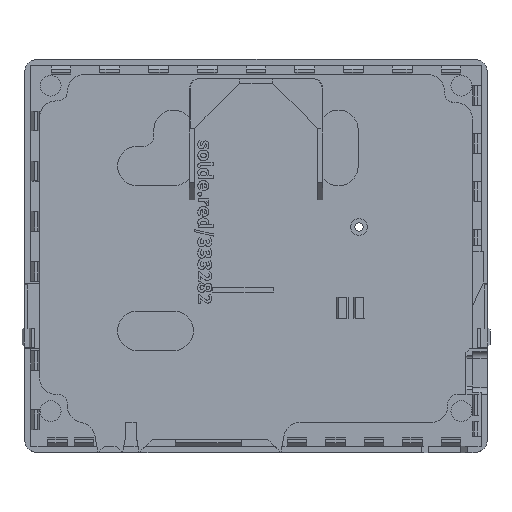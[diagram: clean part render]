
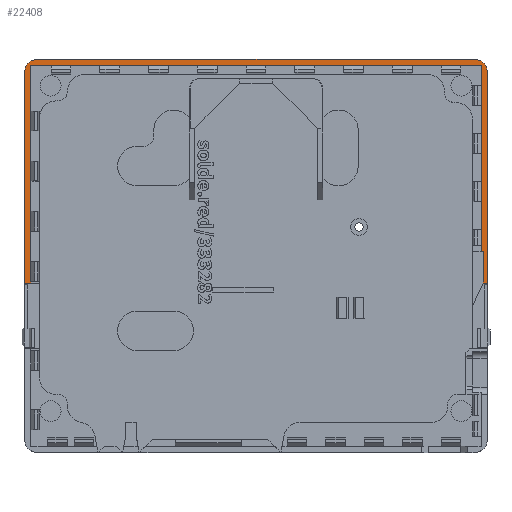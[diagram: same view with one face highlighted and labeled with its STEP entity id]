
A CAD part, top view. The second image highlights one B-rep face of the part: STEP entity #22408.
In plain terms, the highlighted planar face has unit normal (0, 0, 1).
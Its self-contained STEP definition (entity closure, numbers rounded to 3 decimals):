
#1414=CIRCLE('',#23678,4.);
#1415=CIRCLE('',#23679,4.);
#1572=FACE_OUTER_BOUND('',#2826,.T.);
#2826=EDGE_LOOP('',(#15176,#15177,#15178,#15179,#15180,#15181,#15182,#15183,
#15184,#15185,#15186,#15187,#15188,#15189));
#4404=LINE('',#29623,#6893);
#4407=LINE('',#29628,#6896);
#4409=LINE('',#29632,#6898);
#4411=LINE('',#29636,#6900);
#4412=LINE('',#29638,#6901);
#4413=LINE('',#29640,#6902);
#4414=LINE('',#29642,#6903);
#4415=LINE('',#29644,#6904);
#4416=LINE('',#29648,#6905);
#4417=LINE('',#29652,#6906);
#4418=LINE('',#29654,#6907);
#4419=LINE('',#29655,#6908);
#6893=VECTOR('',#25057,10.);
#6896=VECTOR('',#25062,10.);
#6898=VECTOR('',#25066,10.);
#6900=VECTOR('',#25070,10.);
#6901=VECTOR('',#25071,10.);
#6902=VECTOR('',#25072,10.);
#6903=VECTOR('',#25073,10.);
#6904=VECTOR('',#25074,10.);
#6905=VECTOR('',#25077,10.);
#6906=VECTOR('',#25080,10.);
#6907=VECTOR('',#25081,10.);
#6908=VECTOR('',#25082,10.);
#9333=VERTEX_POINT('',#29621);
#9334=VERTEX_POINT('',#29622);
#9335=VERTEX_POINT('',#29627);
#9336=VERTEX_POINT('',#29631);
#9337=VERTEX_POINT('',#29635);
#9338=VERTEX_POINT('',#29637);
#9339=VERTEX_POINT('',#29639);
#9340=VERTEX_POINT('',#29641);
#9341=VERTEX_POINT('',#29643);
#9342=VERTEX_POINT('',#29645);
#9343=VERTEX_POINT('',#29647);
#9344=VERTEX_POINT('',#29649);
#9345=VERTEX_POINT('',#29651);
#9346=VERTEX_POINT('',#29653);
#11676=EDGE_CURVE('',#9333,#9334,#4404,.T.);
#11679=EDGE_CURVE('',#9335,#9333,#4407,.T.);
#11681=EDGE_CURVE('',#9336,#9335,#4409,.T.);
#11683=EDGE_CURVE('',#9334,#9337,#4411,.T.);
#11684=EDGE_CURVE('',#9337,#9338,#4412,.T.);
#11685=EDGE_CURVE('',#9338,#9339,#4413,.T.);
#11686=EDGE_CURVE('',#9339,#9340,#4414,.T.);
#11687=EDGE_CURVE('',#9340,#9341,#4415,.T.);
#11688=EDGE_CURVE('',#9342,#9341,#1414,.T.);
#11689=EDGE_CURVE('',#9342,#9343,#4416,.T.);
#11690=EDGE_CURVE('',#9344,#9343,#1415,.T.);
#11691=EDGE_CURVE('',#9344,#9345,#4417,.T.);
#11692=EDGE_CURVE('',#9345,#9346,#4418,.T.);
#11693=EDGE_CURVE('',#9346,#9336,#4419,.T.);
#15176=ORIENTED_EDGE('',*,*,#11681,.T.);
#15177=ORIENTED_EDGE('',*,*,#11679,.T.);
#15178=ORIENTED_EDGE('',*,*,#11676,.T.);
#15179=ORIENTED_EDGE('',*,*,#11683,.T.);
#15180=ORIENTED_EDGE('',*,*,#11684,.T.);
#15181=ORIENTED_EDGE('',*,*,#11685,.T.);
#15182=ORIENTED_EDGE('',*,*,#11686,.T.);
#15183=ORIENTED_EDGE('',*,*,#11687,.T.);
#15184=ORIENTED_EDGE('',*,*,#11688,.F.);
#15185=ORIENTED_EDGE('',*,*,#11689,.T.);
#15186=ORIENTED_EDGE('',*,*,#11690,.F.);
#15187=ORIENTED_EDGE('',*,*,#11691,.T.);
#15188=ORIENTED_EDGE('',*,*,#11692,.T.);
#15189=ORIENTED_EDGE('',*,*,#11693,.T.);
#21641=PLANE('',#23677);
#22408=ADVANCED_FACE('',(#1572),#21641,.T.);
#23677=AXIS2_PLACEMENT_3D('',#29634,#25068,#25069);
#23678=AXIS2_PLACEMENT_3D('',#29646,#25075,#25076);
#23679=AXIS2_PLACEMENT_3D('',#29650,#25078,#25079);
#25057=DIRECTION('',(0.,-1.,0.));
#25062=DIRECTION('',(1.,0.,0.));
#25066=DIRECTION('',(0.,1.,0.));
#25068=DIRECTION('center_axis',(0.,0.,1.));
#25069=DIRECTION('ref_axis',(1.,0.,0.));
#25070=DIRECTION('',(1.,0.,0.));
#25071=DIRECTION('',(0.,-1.,0.));
#25072=DIRECTION('',(1.,0.,0.));
#25073=DIRECTION('',(1.,0.,0.));
#25074=DIRECTION('',(0.,1.,0.));
#25075=DIRECTION('center_axis',(0.,0.,-1.));
#25076=DIRECTION('ref_axis',(0.707,0.707,0.));
#25077=DIRECTION('',(-1.,0.,0.));
#25078=DIRECTION('center_axis',(0.,0.,-1.));
#25079=DIRECTION('ref_axis',(-0.707,0.707,0.));
#25080=DIRECTION('',(0.,-1.,0.));
#25081=DIRECTION('',(1.,0.,0.));
#25082=DIRECTION('',(1.,0.,0.));
#29621=CARTESIAN_POINT('',(68.3,55.5,8.5));
#29622=CARTESIAN_POINT('',(68.3,-1.,8.5));
#29623=CARTESIAN_POINT('',(68.3,26.6,8.5));
#29627=CARTESIAN_POINT('',(-68.3,55.5,8.5));
#29628=CARTESIAN_POINT('',(-34.15,55.5,8.5));
#29631=CARTESIAN_POINT('',(-68.3,-10.5,8.5));
#29632=CARTESIAN_POINT('',(-68.3,-6.4,8.5));
#29634=CARTESIAN_POINT('Origin',(0.,-2.3,
8.5));
#29635=CARTESIAN_POINT('',(69.,-1.,8.5));
#29636=CARTESIAN_POINT('',(32.85,-1.,8.5));
#29637=CARTESIAN_POINT('',(69.,-10.5,8.5));
#29638=CARTESIAN_POINT('',(69.,-1.65,8.5));
#29639=CARTESIAN_POINT('',(69.2,-10.5,8.5));
#29640=CARTESIAN_POINT('',(34.5,-10.5,8.5));
#29641=CARTESIAN_POINT('',(70.2,-10.5,8.5));
#29642=CARTESIAN_POINT('',(34.5,-10.5,8.5));
#29643=CARTESIAN_POINT('',(70.2,53.4,8.5));
#29644=CARTESIAN_POINT('',(70.2,-62.,8.5));
#29645=CARTESIAN_POINT('',(66.2,57.4,8.5));
#29646=CARTESIAN_POINT('Origin',(66.2,53.4,8.5));
#29647=CARTESIAN_POINT('',(-66.2,57.4,8.5));
#29648=CARTESIAN_POINT('',(70.2,57.4,8.5));
#29649=CARTESIAN_POINT('',(-70.2,53.4,8.5));
#29650=CARTESIAN_POINT('Origin',(-66.2,53.4,8.5));
#29651=CARTESIAN_POINT('',(-70.2,-10.5,8.5));
#29652=CARTESIAN_POINT('',(-70.2,57.4,8.5));
#29653=CARTESIAN_POINT('',(-69.2,-10.5,8.5));
#29654=CARTESIAN_POINT('',(-35.1,-10.5,8.5));
#29655=CARTESIAN_POINT('',(-35.1,-10.5,8.5));
